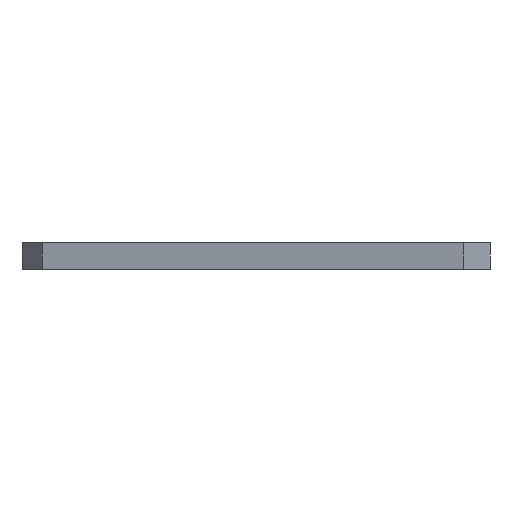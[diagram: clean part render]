
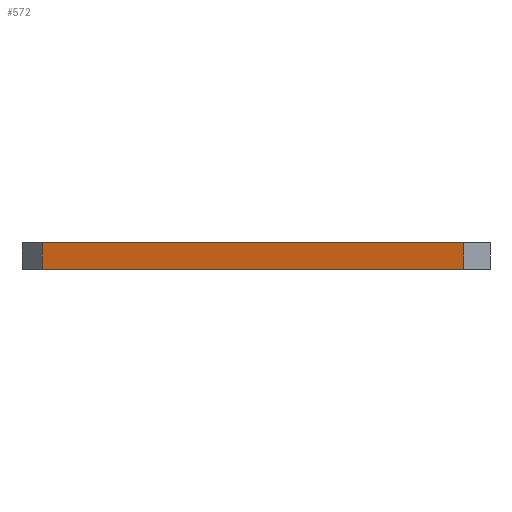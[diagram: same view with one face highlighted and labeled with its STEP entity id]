
A CAD part, left-side view. The second image highlights one B-rep face of the part: STEP entity #572.
In plain terms, the highlighted planar face has unit normal (-0.977, 0.213, 0).
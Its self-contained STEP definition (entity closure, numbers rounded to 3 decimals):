
#520=CARTESIAN_POINT('Vertex',(-76.884,102.887,0.)) ;
#523=CARTESIAN_POINT('Line Origine',(-76.884,102.887,3.)) ;
#527=CARTESIAN_POINT('Vertex',(-76.884,102.887,6.)) ;
#542=CARTESIAN_POINT('Axis2P3D Location',(-98.,6.,0.)) ;
#547=CARTESIAN_POINT('Line Origine',(-87.442,54.443,0.)) ;
#551=CARTESIAN_POINT('Vertex',(-98.,6.,0.)) ;
#554=CARTESIAN_POINT('Line Origine',(-98.,6.,3.)) ;
#558=CARTESIAN_POINT('Vertex',(-98.,6.,6.)) ;
#561=CARTESIAN_POINT('Line Origine',(-87.442,54.443,6.)) ;
#525=VECTOR('Line Direction',#524,1.) ;
#549=VECTOR('Line Direction',#548,1.) ;
#556=VECTOR('Line Direction',#555,1.) ;
#563=VECTOR('Line Direction',#562,1.) ;
#524=DIRECTION('Vector Direction',(0.,0.,1.)) ;
#543=DIRECTION('Axis2P3D Direction',(0.977,-0.213,0.)) ;
#544=DIRECTION('Axis2P3D XDirection',(0.213,0.977,0.)) ;
#548=DIRECTION('Vector Direction',(0.213,0.977,0.)) ;
#555=DIRECTION('Vector Direction',(0.,0.,1.)) ;
#562=DIRECTION('Vector Direction',(0.213,0.977,0.)) ;
#545=AXIS2_PLACEMENT_3D('Plane Axis2P3D',#542,#543,#544) ;
#526=LINE('Line',#523,#525) ;
#550=LINE('Line',#547,#549) ;
#557=LINE('Line',#554,#556) ;
#564=LINE('Line',#561,#563) ;
#546=PLANE('',#545) ;
#529=EDGE_CURVE('',#521,#528,#526,.T.) ;
#553=EDGE_CURVE('',#521,#552,#550,.F.) ;
#560=EDGE_CURVE('',#552,#559,#557,.T.) ;
#565=EDGE_CURVE('',#528,#559,#564,.F.) ;
#567=ORIENTED_EDGE('',*,*,#529,.F.) ;
#568=ORIENTED_EDGE('',*,*,#553,.T.) ;
#569=ORIENTED_EDGE('',*,*,#560,.T.) ;
#570=ORIENTED_EDGE('',*,*,#565,.F.) ;
#566=EDGE_LOOP('',(#567,#568,#569,#570)) ;
#521=VERTEX_POINT('',#520) ;
#528=VERTEX_POINT('',#527) ;
#552=VERTEX_POINT('',#551) ;
#559=VERTEX_POINT('',#558) ;
#572=ADVANCED_FACE('PartBody',(#571),#546,.F.) ;
#571=FACE_OUTER_BOUND('',#566,.T.) ;
